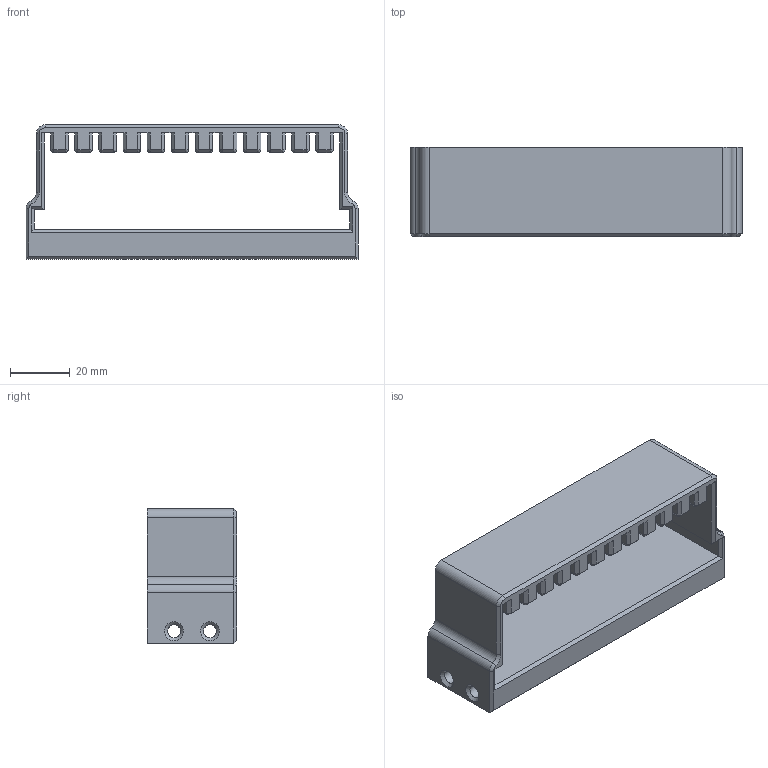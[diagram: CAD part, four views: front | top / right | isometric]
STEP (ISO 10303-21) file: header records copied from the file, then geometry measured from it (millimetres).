
FILE_DESCRIPTION(/* description */ (''),/* implementation_level */ '2;1');
FILE_NAME(/* name */ 'Suporte calha muitos watts 2 v3.step',/* time_stamp */ '2024-10-22T14:30:18-03:00',/* author */ (''),/* organization */ (''),/* preprocessor_version */ 'ST-DEVELOPER v20',/* originating_system */ 'Autodesk Translation Framework v13.20.0.188',/* authorisation */ '');
FILE_SCHEMA (('AUTOMOTIVE_DESIGN { 1 0 10303 214 3 1 1 }'));
Length unit declared in the file: millimetre
Products named in the file (1): Suporte calha muitos watts 2
Bounding box: 111 x 30 x 44.9 mm (x, y, z)
Volume: 57406.7 mm3; surface area: 28226.6 mm2
Topology: 1 solids, 1 shells, 246 faces, 608 edges, 316 vertices
Faces by surface type: plane 156, cone 58, cylinder 32
Full cylindrical faces by diameter (mm): 4.3 x2
Entity records: 6647 total; most frequent: DIRECTION 1128, CARTESIAN_POINT 1123, ORIENTED_EDGE 1120, EDGE_CURVE 560, LINE 486, VECTOR 486, AXIS2_PLACEMENT_3D 321, VERTEX_POINT 316
